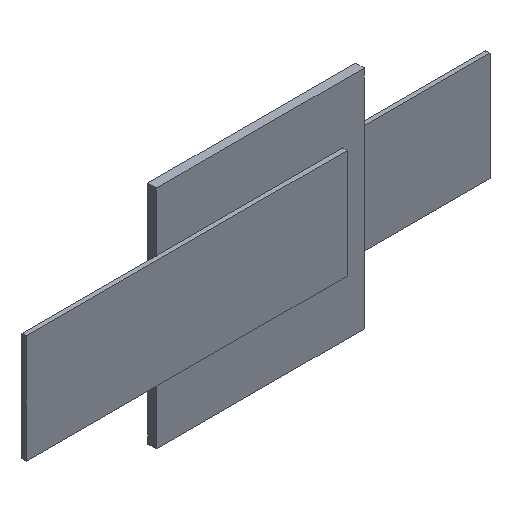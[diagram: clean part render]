
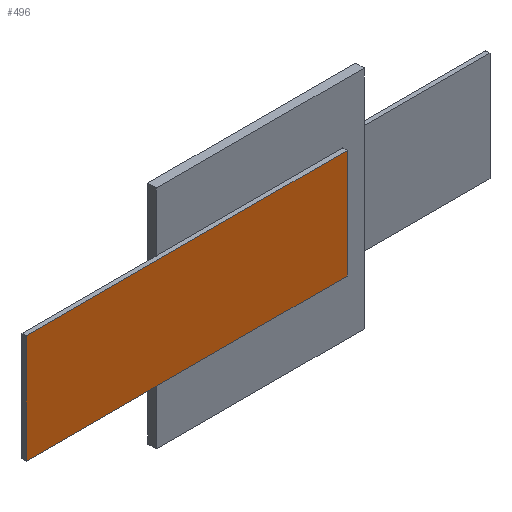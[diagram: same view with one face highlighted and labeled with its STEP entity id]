
A CAD part, isometric view. The second image highlights one B-rep face of the part: STEP entity #496.
In plain terms, the highlighted planar face has unit normal (0, -1, 0).
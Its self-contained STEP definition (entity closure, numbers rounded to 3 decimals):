
#157=DIRECTION('',(-1.,0.,0.));
#158=VECTOR('',#157,15.05);
#159=CARTESIAN_POINT('',(3.875,-0.4,-2.55));
#160=LINE('',#159,#158);
#161=DIRECTION('',(0.,0.,1.));
#162=VECTOR('',#161,5.1);
#163=CARTESIAN_POINT('',(-11.175,-0.4,-2.55));
#164=LINE('',#163,#162);
#165=DIRECTION('',(1.,0.,0.));
#166=VECTOR('',#165,15.05);
#167=CARTESIAN_POINT('',(-11.175,-0.4,2.55));
#168=LINE('',#167,#166);
#169=DIRECTION('',(0.,0.,-1.));
#170=VECTOR('',#169,5.1);
#171=CARTESIAN_POINT('',(3.875,-0.4,2.55));
#172=LINE('',#171,#170);
#217=CARTESIAN_POINT('',(3.875,-0.4,-2.55));
#218=CARTESIAN_POINT('',(-11.175,-0.4,-2.55));
#219=VERTEX_POINT('',#217);
#220=VERTEX_POINT('',#218);
#221=CARTESIAN_POINT('',(-11.175,-0.4,2.55));
#222=VERTEX_POINT('',#221);
#223=CARTESIAN_POINT('',(3.875,-0.4,2.55));
#224=VERTEX_POINT('',#223);
#484=CARTESIAN_POINT('',(0.,-0.4,0.));
#485=DIRECTION('',(0.,1.,0.));
#486=DIRECTION('',(1.,0.,0.));
#487=AXIS2_PLACEMENT_3D('',#484,#485,#486);
#488=PLANE('',#487);
#489=ORIENTED_EDGE('',*,*,#267,.T.);
#491=ORIENTED_EDGE('',*,*,#490,.T.);
#492=ORIENTED_EDGE('',*,*,#463,.T.);
#493=ORIENTED_EDGE('',*,*,#477,.T.);
#494=EDGE_LOOP('',(#489,#491,#492,#493));
#495=FACE_OUTER_BOUND('',#494,.F.);
#267=EDGE_CURVE('',#219,#220,#160,.T.);
#463=EDGE_CURVE('',#222,#224,#168,.T.);
#477=EDGE_CURVE('',#224,#219,#172,.T.);
#490=EDGE_CURVE('',#220,#222,#164,.T.);
#496=ADVANCED_FACE('',(#495),#488,.F.);
